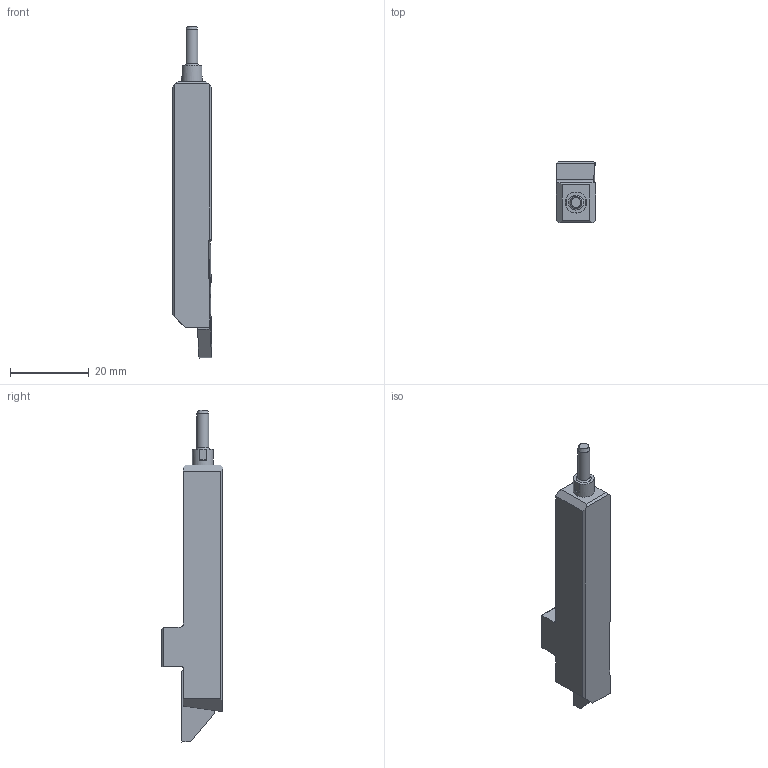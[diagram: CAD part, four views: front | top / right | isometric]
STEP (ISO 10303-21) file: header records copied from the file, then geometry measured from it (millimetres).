
FILE_DESCRIPTION(/* description */ (''),/* implementation_level */ '2;1');
FILE_NAME(/* name */ '1686570375752.stp',/* time_stamp */ '2023-06-12T17:16:24+06:00',/* author */ (''),/* organization */ ('SMS'),/* preprocessor_version */ 'ST-DEVELOPER v16.7',/* originating_system */ 'SIEMENS PLM Software NX 12.0',/* authorisation */ '');
FILE_SCHEMA (('AUTOMOTIVE_DESIGN { 1 0 10303 214 3 1 1 1 }'));
Length unit declared in the file: millimetre
Products named in the file (4): ASSEMBLY_CONSTRUCTION; CUT; 204774846mod000_00; 204774848mod000_00
Assembly tree (3 placements, depth 2):
  204774848mod000_00
    204774846mod000_00
    CUT
    ASSEMBLY_CONSTRUCTION
Bounding box: 10 x 15.5 x 84.08 mm (x, y, z)
Volume: 6811.5 mm3; surface area: 3551.7 mm2
Topology: 2 solids, 2 shells, 53 faces, 134 edges, 95 vertices
Faces by surface type: plane 40, cylinder 9, cone 3, torus 1
Full cylindrical faces by diameter (mm): 3 x1, 4.9 x2, 5.3 x1
Entity records: 1812 total; most frequent: CARTESIAN_POINT 380, DIRECTION 268, ORIENTED_EDGE 248, EDGE_CURVE 124, LINE 100, VECTOR 100, VERTEX_POINT 86, AXIS2_PLACEMENT_3D 84
